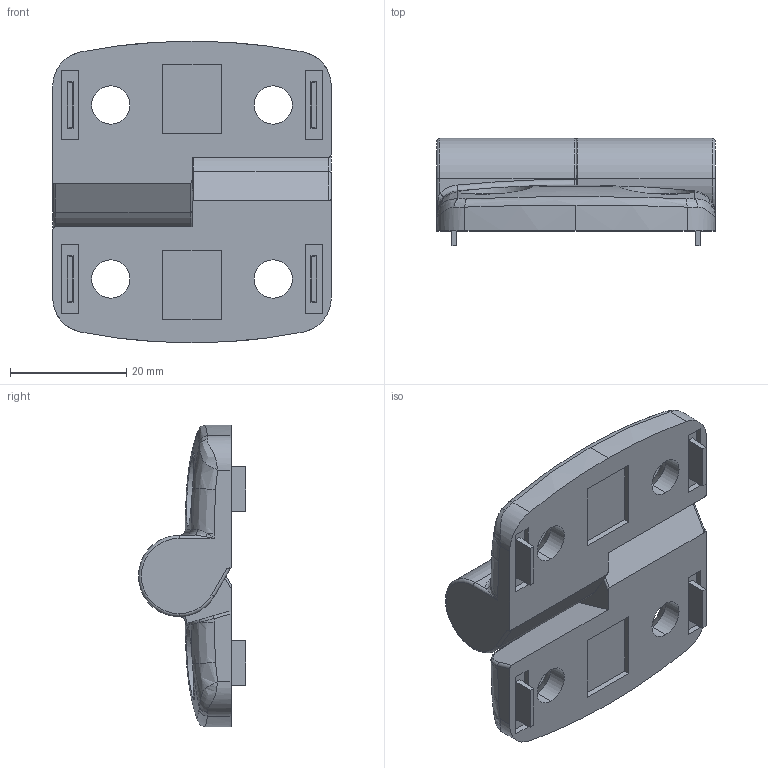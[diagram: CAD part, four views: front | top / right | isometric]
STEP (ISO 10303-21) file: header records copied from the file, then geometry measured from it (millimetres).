
FILE_DESCRIPTION (( 'STEP AP214' ), '1' );
FILE_NAME ('095k2525r08.STEP', '2014-08-13T09:58:05', ( '' ), ( '' ), 'SwSTEP 2.0', 'SolidWorks 2014', '' );
FILE_SCHEMA (( 'AUTOMOTIVE_DESIGN' ));
Length unit declared in the file: millimetre
Products named in the file (3): 095k-01_6-41; 095k25r00_095 k 25 r08; 095k2525r08
Assembly tree (3 placements, depth 2):
  095k2525r08
    095k25r00_095 k 25 r08  x2
    095k-01_6-41
Bounding box: 48 x 18.45 x 52 mm (x, y, z)
Volume: 18095.1 mm3; surface area: 9605.5 mm2
Topology: 3 solids, 3 shells, 182 faces, 450 edges, 278 vertices
Faces by surface type: plane 72, cylinder 46, bspline 36, cone 14, torus 14
Entity records: 3919 total; most frequent: CARTESIAN_POINT 1657, ORIENTED_EDGE 470, DIRECTION 401, EDGE_CURVE 235, AXIS2_PLACEMENT_3D 147, VERTEX_POINT 147, EDGE_LOOP 108, VECTOR 107
